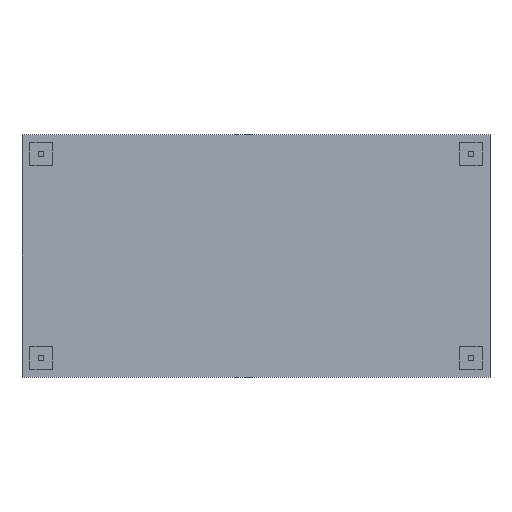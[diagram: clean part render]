
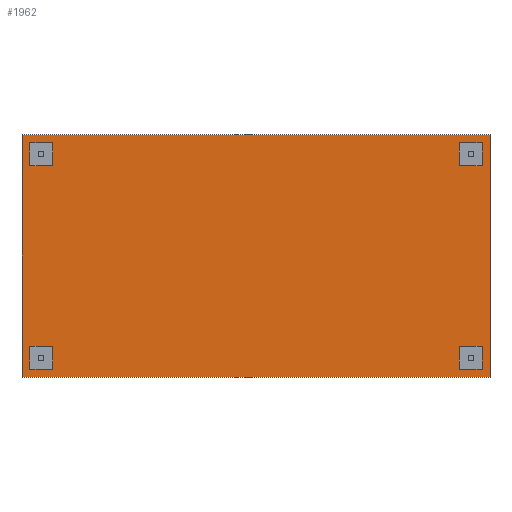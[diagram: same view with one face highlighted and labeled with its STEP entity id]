
A CAD part, front view. The second image highlights one B-rep face of the part: STEP entity #1962.
In plain terms, the highlighted planar face has unit normal (0, -1, 0).
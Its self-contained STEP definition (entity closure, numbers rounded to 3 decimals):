
#117 = VECTOR ( 'NONE', #920, 1000. ) ;
#191 = LINE ( 'NONE', #1176, #402 ) ;
#221 = ORIENTED_EDGE ( 'NONE', *, *, #3201, .F. ) ;
#264 = VECTOR ( 'NONE', #3877, 1000. ) ;
#339 = VERTEX_POINT ( 'NONE', #633 ) ;
#402 = VECTOR ( 'NONE', #3549, 1000. ) ;
#563 = CARTESIAN_POINT ( 'NONE',  ( -25.6, 0., 13.25 ) ) ;
#583 = CARTESIAN_POINT ( 'NONE',  ( -25.6, 0., -13.25 ) ) ;
#633 = CARTESIAN_POINT ( 'NONE',  ( 25.6, 0., -13.25 ) ) ;
#920 = DIRECTION ( 'NONE',  ( 0., 0., -1. ) ) ;
#993 = VERTEX_POINT ( 'NONE', #2185 ) ;
#1114 = VERTEX_POINT ( 'NONE', #1976 ) ;
#1143 = LINE ( 'NONE', #563, #264 ) ;
#1176 = CARTESIAN_POINT ( 'NONE',  ( -25.6, 0., -13.25 ) ) ;
#1661 = EDGE_CURVE ( 'NONE', #3552, #339, #3617, .T. ) ;
#1886 = ORIENTED_EDGE ( 'NONE', *, *, #3130, .F. ) ;
#1962 = ADVANCED_FACE ( 'NONE', ( #2566 ), #2258, .F. ) ;
#1976 = CARTESIAN_POINT ( 'NONE',  ( -25.6, 0., 13.25 ) ) ;
#2037 = LINE ( 'NONE', #583, #3485 ) ;
#2185 = CARTESIAN_POINT ( 'NONE',  ( -25.6, 0., -13.25 ) ) ;
#2258 = PLANE ( 'NONE',  #3342 ) ;
#2378 = EDGE_LOOP ( 'NONE', ( #1886, #3185, #2424, #221 ) ) ;
#2392 = CARTESIAN_POINT ( 'NONE',  ( 0., 0., 0. ) ) ;
#2424 = ORIENTED_EDGE ( 'NONE', *, *, #1661, .F. ) ;
#2566 = FACE_OUTER_BOUND ( 'NONE', #2378, .T. ) ;
#2674 = DIRECTION ( 'NONE',  ( 0., 0., 1. ) ) ;
#2684 = CARTESIAN_POINT ( 'NONE',  ( 25.6, 0., 13.25 ) ) ;
#2982 = DIRECTION ( 'NONE',  ( 0., 1., 0. ) ) ;
#3130 = EDGE_CURVE ( 'NONE', #993, #1114, #2037, .T. ) ;
#3185 = ORIENTED_EDGE ( 'NONE', *, *, #3574, .F. ) ;
#3201 = EDGE_CURVE ( 'NONE', #1114, #3552, #1143, .T. ) ;
#3342 = AXIS2_PLACEMENT_3D ( 'NONE', #2392, #2982, #3891 ) ;
#3485 = VECTOR ( 'NONE', #2674, 1000. ) ;
#3549 = DIRECTION ( 'NONE',  ( -1., 0., 0. ) ) ;
#3552 = VERTEX_POINT ( 'NONE', #2684 ) ;
#3574 = EDGE_CURVE ( 'NONE', #339, #993, #191, .T. ) ;
#3617 = LINE ( 'NONE', #3641, #117 ) ;
#3641 = CARTESIAN_POINT ( 'NONE',  ( 25.6, 0., -13.25 ) ) ;
#3877 = DIRECTION ( 'NONE',  ( 1., 0., 0. ) ) ;
#3891 = DIRECTION ( 'NONE',  ( 0., 0., 1. ) ) ;
